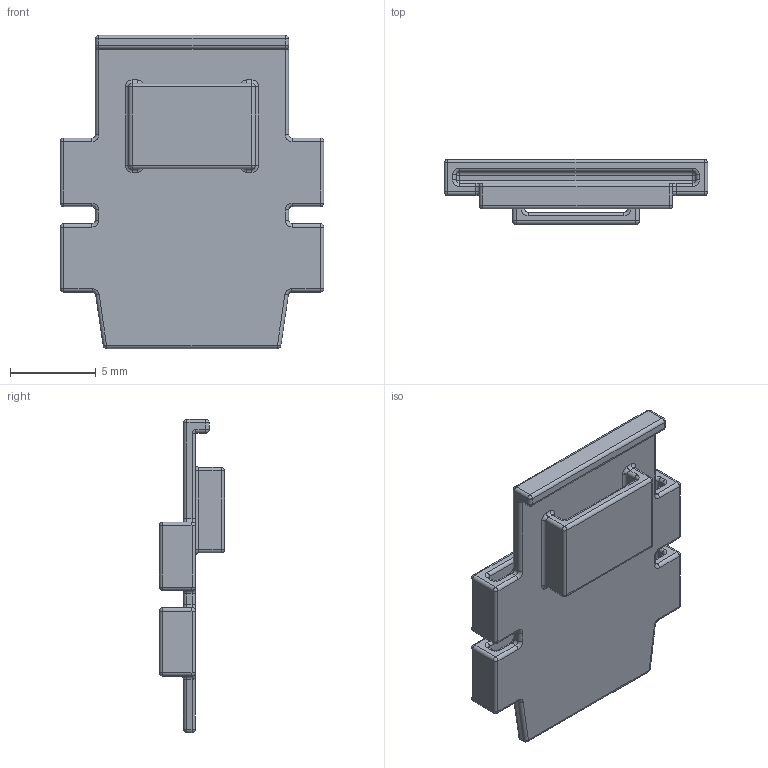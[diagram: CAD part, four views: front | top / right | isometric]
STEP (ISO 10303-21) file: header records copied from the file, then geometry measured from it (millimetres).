
FILE_DESCRIPTION(/* description */ (''),/* implementation_level */ '2;1');
FILE_NAME(/* name */ 'PayloadCap_NP1.stp',/* time_stamp */ '2023-03-17T16:29:34Z',/* author */ ('Pip'),/* organization */ (''),/* preprocessor_version */ 'ST-DEVELOPER v19',/* originating_system */ 'Autodesk Inventor 2023',/* authorisation */ '');
FILE_SCHEMA (('AUTOMOTIVE_DESIGN { 1 0 10303 214 3 1 1 }'));
Length unit declared in the file: millimetre
Products named in the file (1): ProbeCap_vC
Bounding box: 15.4 x 3.8 x 18.3 mm (x, y, z)
Volume: 305.8 mm3; surface area: 914.4 mm2
Topology: 1 solids, 1 shells, 228 faces, 498 edges, 270 vertices
Faces by surface type: cylinder 114, torus 40, plane 38, sphere 34, bspline 2
Entity records: 6217 total; most frequent: DIRECTION 1222, CARTESIAN_POINT 1045, ORIENTED_EDGE 996, EDGE_CURVE 498, AXIS2_PLACEMENT_3D 497, VERTEX_POINT 270, CIRCLE 266, EDGE_LOOP 230
